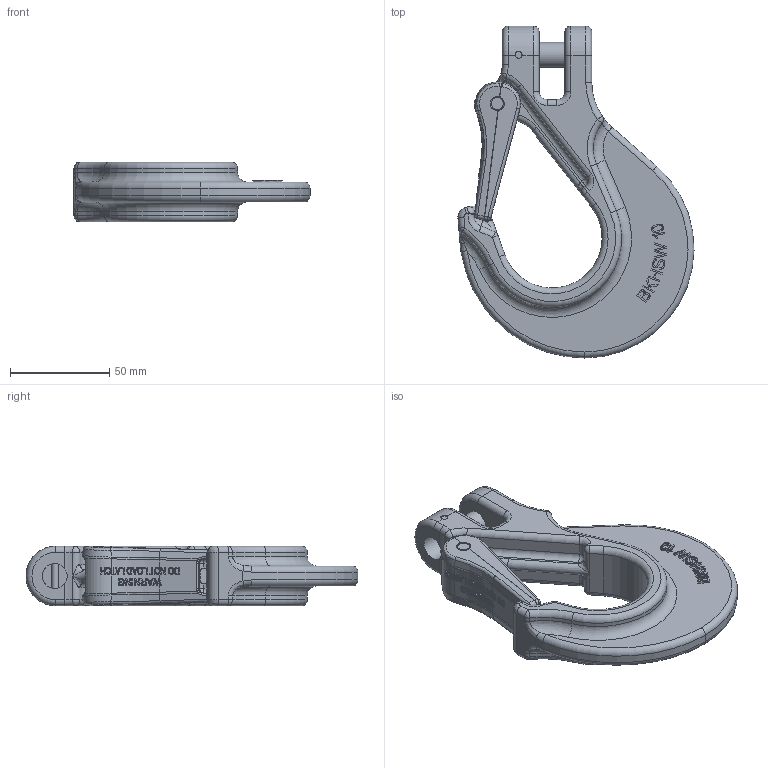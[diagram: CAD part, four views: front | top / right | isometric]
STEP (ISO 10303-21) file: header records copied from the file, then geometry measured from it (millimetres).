
FILE_DESCRIPTION(/* description */ (''),/* implementation_level */ '2;1');
FILE_NAME(/* name */ 'BKHSW 10 Kundenmodell.stp',/* time_stamp */ '2018-01-24T08:54:35+01:00',/* author */ (''),/* organization */ (''),/* preprocessor_version */ 'ST-DEVELOPER v16',/* originating_system */ 'SIEMENS PLM Software NX 11.0',/* authorisation */ '');
FILE_SCHEMA (('AUTOMOTIVE_DESIGN { 1 0 10303 214 3 1 1 1 }'));
Length unit declared in the file: millimetre
Products named in the file (1): zer22F8F1961sg1
Bounding box: 118.69 x 166.93 x 30 mm (x, y, z)
Volume: 168168.3 mm3; surface area: 44145.4 mm2
Topology: 5 solids, 5 shells, 806 faces, 2007 edges, 1222 vertices
Faces by surface type: plane 331, cylinder 166, bspline 124, extrusion 107, torus 58, sphere 20
Full cylindrical faces by diameter (mm): 3.5 x3, 6 x3, 7 x1, 9.5 x1, 12.5 x3
Entity records: 28442 total; most frequent: CARTESIAN_POINT 10872, ORIENTED_EDGE 3908, DIRECTION 3121, EDGE_CURVE 1954, VERTEX_POINT 1211, AXIS2_PLACEMENT_3D 1127, EDGE_LOOP 873, VECTOR 867
